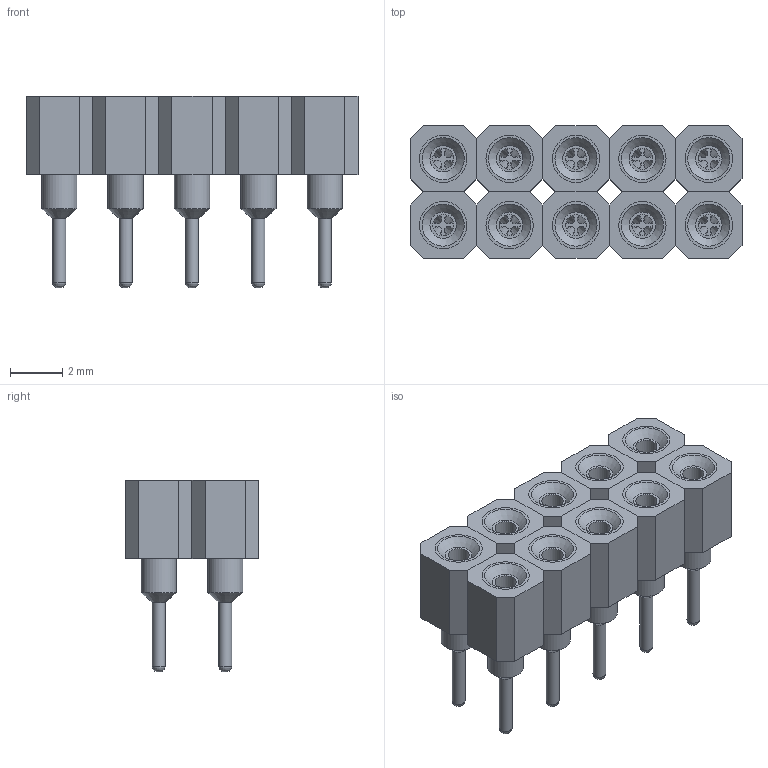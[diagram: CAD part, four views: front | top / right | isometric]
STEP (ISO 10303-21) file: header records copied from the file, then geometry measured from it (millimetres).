
FILE_DESCRIPTION(('FreeCAD Model'),'2;1');
FILE_NAME('1x02_B3_L4.68.step','2016-11-21T15:44:35',('Author'),(''), 'Open CASCADE STEP processor 6.8','FreeCAD','Unknown');
FILE_SCHEMA(('AUTOMOTIVE_DESIGN_CC2 { 1 2 10303 214 -1 1 5 4 }'));
Length unit declared in the file: millimetre
Products named in the file (2): ASSEMBLY; 1x02_B3_L4.68
Assembly tree (1 placements, depth 2):
  ASSEMBLY
    1x02_B3_L4.68
Bounding box: 12.7 x 5.08 x 7.33 mm (x, y, z)
Volume: 172.2 mm3; surface area: 1006.7 mm2
Topology: 30 solids, 30 shells, 530 faces, 1180 edges, 750 vertices
Faces by surface type: plane 340, cylinder 120, cone 60, revolution 10
Full cylindrical faces by diameter (mm): 0.5 x10, 0.81 x10, 1.01 x20, 1.35 x40, 1.5 x20, 1.81 x20
Entity records: 34977 total; most frequent: CARTESIAN_POINT 8282, DIRECTION 4194, ORIENTED_EDGE 2360, PCURVE 2360, DEFINITIONAL_REPRESENTATION 2360, LINE 1800, VECTOR 1800, EDGE_CURVE 1180
